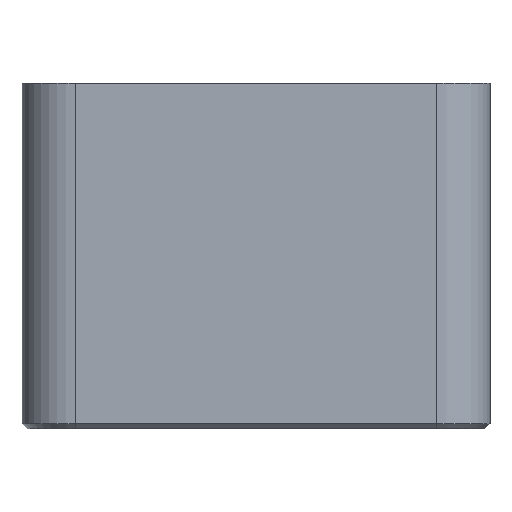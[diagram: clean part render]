
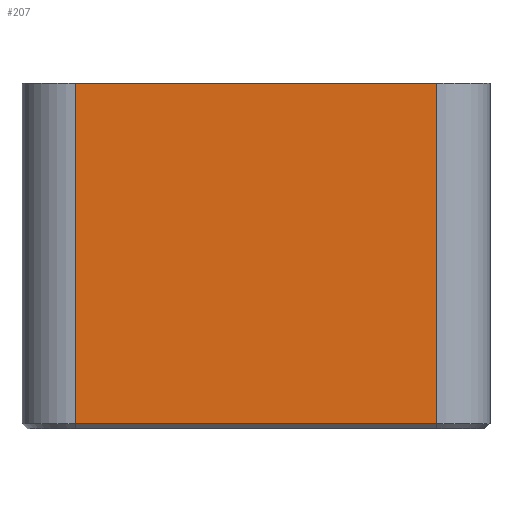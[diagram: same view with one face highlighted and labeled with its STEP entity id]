
A CAD part, left-side view. The second image highlights one B-rep face of the part: STEP entity #207.
In plain terms, the highlighted planar face has unit normal (-1, 0, 0).
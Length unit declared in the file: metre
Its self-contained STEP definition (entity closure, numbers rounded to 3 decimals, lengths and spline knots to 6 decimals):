
#207 = ADVANCED_FACE( '', ( #432 ), #433, .T. );
#432 = FACE_OUTER_BOUND( '', #1400, .T. );
#433 = PLANE( '', #1401 );
#1400 = EDGE_LOOP( '', ( #2342, #2343, #2344, #2345 ) );
#1401 = AXIS2_PLACEMENT_3D( '', #2346, #2347, #2348 );
#2342 = ORIENTED_EDGE( '', *, *, #2611, .T. );
#2343 = ORIENTED_EDGE( '', *, *, #2613, .T. );
#2344 = ORIENTED_EDGE( '', *, *, #2474, .F. );
#2345 = ORIENTED_EDGE( '', *, *, #2559, .T. );
#2346 = CARTESIAN_POINT( '', ( -0.0155, 0.0297, 0.011 ) );
#2347 = DIRECTION( '', ( -1., 0., 0. ) );
#2348 = DIRECTION( '', ( 0., 1., 0. ) );
#2474 = EDGE_CURVE( '', #2754, #2755, #2756, .T. );
#2559 = EDGE_CURVE( '', #2754, #2883, #2885, .T. );
#2611 = EDGE_CURVE( '', #2883, #2950, #2952, .T. );
#2613 = EDGE_CURVE( '', #2950, #2755, #2954, .T. );
#2754 = VERTEX_POINT( '', #3149 );
#2755 = VERTEX_POINT( '', #3150 );
#2756 = LINE( '', #3151, #3152 );
#2883 = VERTEX_POINT( '', #3505 );
#2885 = LINE( '', #3507, #3508 );
#2950 = VERTEX_POINT( '', #3737 );
#2952 = LINE( '', #3739, #3740 );
#2954 = LINE( '', #3742, #3743 );
#3149 = CARTESIAN_POINT( '', ( -0.0155, 0.0127, 0.011 ) );
#3150 = CARTESIAN_POINT( '', ( -0.0155, 0.0127, -0.021 ) );
#3151 = CARTESIAN_POINT( '', ( -0.0155, 0.0127, 0.011 ) );
#3152 = VECTOR( '', #4105, 1. );
#3505 = CARTESIAN_POINT( '', ( -0.0155, 0.0467, 0.011 ) );
#3507 = CARTESIAN_POINT( '', ( -0.0155, 0.0297, 0.011 ) );
#3508 = VECTOR( '', #4209, 1. );
#3737 = CARTESIAN_POINT( '', ( -0.0155, 0.0467, -0.021 ) );
#3739 = CARTESIAN_POINT( '', ( -0.0155, 0.0467, 0.011 ) );
#3740 = VECTOR( '', #4251, 1. );
#3742 = CARTESIAN_POINT( '', ( -0.0155, 0.0127, -0.021 ) );
#3743 = VECTOR( '', #4252, 1. );
#4105 = DIRECTION( '', ( 0., 0., -1. ) );
#4209 = DIRECTION( '', ( 0., 1., 0. ) );
#4251 = DIRECTION( '', ( 0., 0., -1. ) );
#4252 = DIRECTION( '', ( 0., -1., 0. ) );
